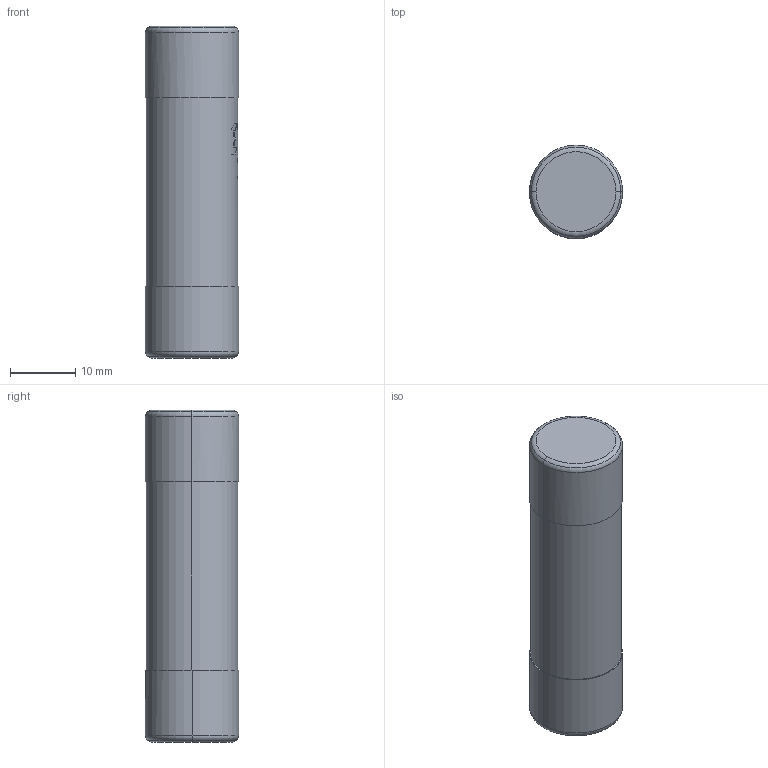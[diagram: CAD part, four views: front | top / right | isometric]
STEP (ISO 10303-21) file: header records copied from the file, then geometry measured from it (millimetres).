
FILE_DESCRIPTION((''),'2;1');
FILE_NAME('ASM0104F_ASM','2022-01-03T07:31:09',('marketing.praksa'),('Audax d.o.o.'),'CREO PARAMETRIC BY PTC INC, 2021304','CREO PARAMETRIC BY PTC INC, 2021304','');
FILE_SCHEMA(('AP242_MANAGED_MODEL_BASED_3D_ENGINEERING_MIM_LF { 1 0 10303 442 1 1 4 }'));
Length unit declared in the file: millimetre
Products named in the file (9): 1A6_1_1_1; 3D5_1_1_1; PRT9553_1_1_2_1; PRT9553_1_1_2_2; PRT9553_1_1_2_3; PRT9553_1_1_2_ASM; DFDF_1_1; CH14X51_SU_ASM_1_1_ASM; ASM0104F_ASM
Assembly tree (8 placements, depth 4):
  ASM0104F_ASM
    CH14X51_SU_ASM_1_1_ASM
      1A6_1_1_1
      3D5_1_1_1
      PRT9553_1_1_2_ASM
        PRT9553_1_1_2_1
        PRT9553_1_1_2_2
        PRT9553_1_1_2_3
      DFDF_1_1
Bounding box: 14.3 x 14.3 x 51 mm (x, y, z)
Volume: 7977.3 mm3; surface area: 5028.2 mm2
Topology: 6 solids, 6 shells, 131 faces, 361 edges, 246 vertices
Faces by surface type: plane 62, cylinder 61, torus 8
Entity records: 6552 total; most frequent: CARTESIAN_POINT 1244, ORIENTED_EDGE 722, DIRECTION 647, PRESENTATION_STYLE_ASSIGNMENT 411, STYLED_ITEM 411, CURVE_STYLE 361, EDGE_CURVE 361, VERTEX_POINT 246
